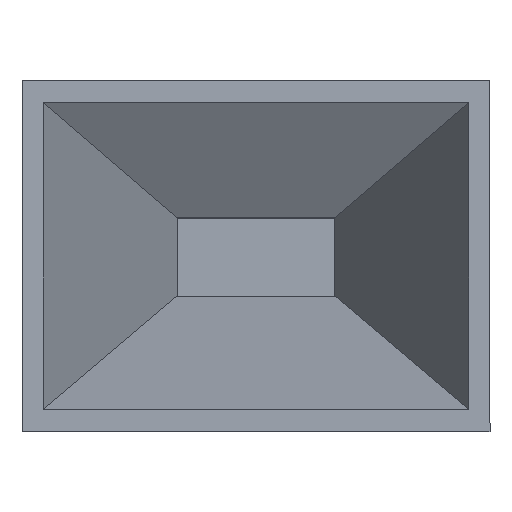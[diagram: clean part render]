
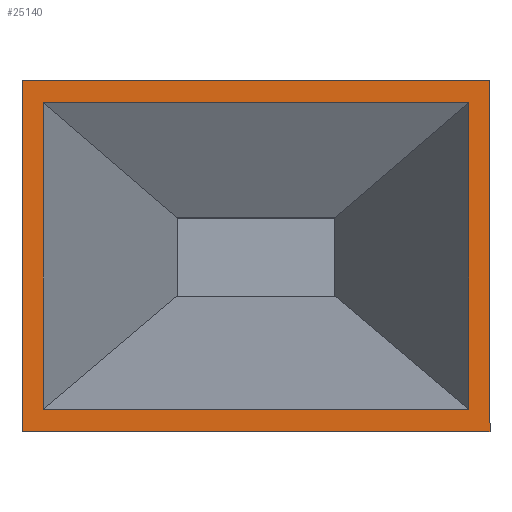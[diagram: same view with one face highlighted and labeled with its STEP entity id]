
A CAD part, top view. The second image highlights one B-rep face of the part: STEP entity #25140.
In plain terms, the highlighted planar face has unit normal (0, 0, 1).
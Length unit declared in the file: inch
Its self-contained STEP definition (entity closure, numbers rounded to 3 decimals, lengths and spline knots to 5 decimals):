
#274 = EDGE_CURVE ( 'NONE', #18631, #3561, #22594, .T. ) ;
#840 = CARTESIAN_POINT ( 'NONE',  ( 0.69646, 0.92625, 3.8345 ) ) ;
#858 = ORIENTED_EDGE ( 'NONE', *, *, #22332, .T. ) ;
#1594 = VERTEX_POINT ( 'NONE', #20133 ) ;
#2695 = LINE ( 'NONE', #20264, #21379 ) ;
#3561 = VERTEX_POINT ( 'NONE', #10383 ) ;
#3991 = VERTEX_POINT ( 'NONE', #5246 ) ;
#4205 = CARTESIAN_POINT ( 'NONE',  ( 0.69646, -0.92625, 3.8345 ) ) ;
#4242 = FACE_BOUND ( 'NONE', #21526, .T. ) ;
#4483 = VECTOR ( 'NONE', #22164, 39.37008 ) ;
#5011 = DIRECTION ( 'NONE',  ( 1., 0., 0. ) ) ;
#5246 = CARTESIAN_POINT ( 'NONE',  ( 0.60645, 0.84281, 3.8345 ) ) ;
#5388 = DIRECTION ( 'NONE',  ( 0., -1., 0. ) ) ;
#5720 = EDGE_CURVE ( 'NONE', #15203, #18631, #2695, .T. ) ;
#6637 = EDGE_LOOP ( 'NONE', ( #858, #11311, #27935, #25329 ) ) ;
#6917 = FACE_OUTER_BOUND ( 'NONE', #6637, .T. ) ;
#7450 = EDGE_CURVE ( 'NONE', #8368, #1594, #15344, .T. ) ;
#7571 = LINE ( 'NONE', #9258, #21042 ) ;
#7691 = EDGE_CURVE ( 'NONE', #22910, #8368, #15348, .T. ) ;
#8202 = LINE ( 'NONE', #12155, #9553 ) ;
#8323 = ORIENTED_EDGE ( 'NONE', *, *, #17729, .T. ) ;
#8368 = VERTEX_POINT ( 'NONE', #16790 ) ;
#8652 = DIRECTION ( 'NONE',  ( 0., 1., 0. ) ) ;
#9258 = CARTESIAN_POINT ( 'NONE',  ( 0., 0.84281, 3.8345 ) ) ;
#9553 = VECTOR ( 'NONE', #5388, 39.37008 ) ;
#10383 = CARTESIAN_POINT ( 'NONE',  ( -0.69646, -0.92625, 3.8345 ) ) ;
#11187 = VECTOR ( 'NONE', #8652, 39.37008 ) ;
#11230 = CARTESIAN_POINT ( 'NONE',  ( 0., -0.84281, 3.8345 ) ) ;
#11311 = ORIENTED_EDGE ( 'NONE', *, *, #5720, .T. ) ;
#11572 = CARTESIAN_POINT ( 'NONE',  ( -0.69646, 0.92625, 3.8345 ) ) ;
#11610 = DIRECTION ( 'NONE',  ( -1., 0., 0. ) ) ;
#11797 = DIRECTION ( 'NONE',  ( 0., -1., 0. ) ) ;
#12155 = CARTESIAN_POINT ( 'NONE',  ( 0.60645, 0., 3.8345 ) ) ;
#12600 = VECTOR ( 'NONE', #15622, 39.37008 ) ;
#13349 = CARTESIAN_POINT ( 'NONE',  ( -0.60645, 0., 3.8345 ) ) ;
#15012 = LINE ( 'NONE', #23825, #11187 ) ;
#15203 = VERTEX_POINT ( 'NONE', #840 ) ;
#15344 = LINE ( 'NONE', #13349, #12600 ) ;
#15348 = LINE ( 'NONE', #11230, #4483 ) ;
#15622 = DIRECTION ( 'NONE',  ( 0., 1., 0. ) ) ;
#15798 = VERTEX_POINT ( 'NONE', #4205 ) ;
#16426 = CARTESIAN_POINT ( 'NONE',  ( 0.60645, -0.84281, 3.8345 ) ) ;
#16790 = CARTESIAN_POINT ( 'NONE',  ( -0.60645, -0.84281, 3.8345 ) ) ;
#16832 = AXIS2_PLACEMENT_3D ( 'NONE', #17410, #21811, #26187 ) ;
#17410 = CARTESIAN_POINT ( 'NONE',  ( 0., 0., 3.8345 ) ) ;
#17548 = PLANE ( 'NONE',  #16832 ) ;
#17729 = EDGE_CURVE ( 'NONE', #1594, #3991, #7571, .T. ) ;
#17892 = CARTESIAN_POINT ( 'NONE',  ( -0.69646, -0.92625, 3.8345 ) ) ;
#18631 = VERTEX_POINT ( 'NONE', #11572 ) ;
#19023 = ORIENTED_EDGE ( 'NONE', *, *, #7691, .T. ) ;
#20133 = CARTESIAN_POINT ( 'NONE',  ( -0.60645, 0.84281, 3.8345 ) ) ;
#20264 = CARTESIAN_POINT ( 'NONE',  ( -0.72796, 0.92625, 3.8345 ) ) ;
#20673 = ORIENTED_EDGE ( 'NONE', *, *, #22980, .T. ) ;
#21042 = VECTOR ( 'NONE', #5011, 39.37008 ) ;
#21318 = VECTOR ( 'NONE', #11797, 39.37008 ) ;
#21379 = VECTOR ( 'NONE', #11610, 39.37008 ) ;
#21526 = EDGE_LOOP ( 'NONE', ( #19023, #22561, #8323, #20673 ) ) ;
#21577 = DIRECTION ( 'NONE',  ( 1., 0., 0. ) ) ;
#21811 = DIRECTION ( 'NONE',  ( 0., 0., 1. ) ) ;
#22164 = DIRECTION ( 'NONE',  ( -1., 0., 0. ) ) ;
#22332 = EDGE_CURVE ( 'NONE', #15798, #15203, #15012, .T. ) ;
#22561 = ORIENTED_EDGE ( 'NONE', *, *, #7450, .T. ) ;
#22594 = LINE ( 'NONE', #17892, #21318 ) ;
#22910 = VERTEX_POINT ( 'NONE', #16426 ) ;
#22980 = EDGE_CURVE ( 'NONE', #3991, #22910, #8202, .T. ) ;
#23427 = CARTESIAN_POINT ( 'NONE',  ( -0.72796, -0.92625, 3.8345 ) ) ;
#23825 = CARTESIAN_POINT ( 'NONE',  ( 0.69646, 0., 3.8345 ) ) ;
#25140 = ADVANCED_FACE ( 'NONE', ( #6917, #4242 ), #17548, .T. ) ;
#25329 = ORIENTED_EDGE ( 'NONE', *, *, #26461, .T. ) ;
#26187 = DIRECTION ( 'NONE',  ( 0., -1., 0. ) ) ;
#26461 = EDGE_CURVE ( 'NONE', #3561, #15798, #27938, .T. ) ;
#27711 = VECTOR ( 'NONE', #21577, 39.37008 ) ;
#27935 = ORIENTED_EDGE ( 'NONE', *, *, #274, .T. ) ;
#27938 = LINE ( 'NONE', #23427, #27711 ) ;
